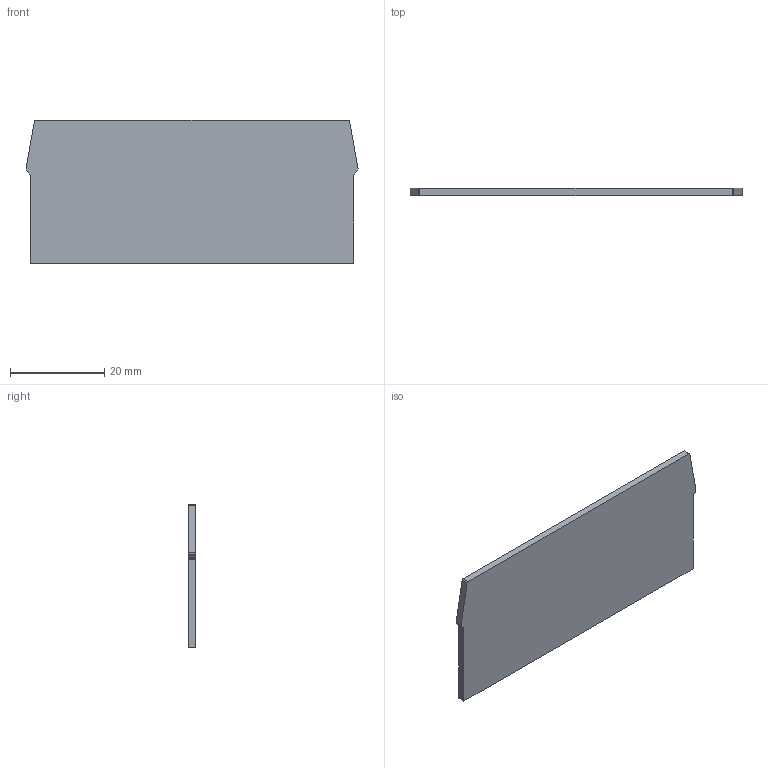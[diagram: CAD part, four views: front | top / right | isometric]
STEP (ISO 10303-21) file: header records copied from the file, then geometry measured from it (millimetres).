
FILE_DESCRIPTION (( 'STEP AP214' ), '1' );
FILE_NAME ('EPCX4_3.STEP', '2024-10-31T13:46:18', ( '' ), ( '' ), 'SwSTEP 2.0', 'SolidWorks 2022', '' );
FILE_SCHEMA (( 'AUTOMOTIVE_DESIGN' ));
Length unit declared in the file: millimetre
Products named in the file (1): EPCX4_3
Bounding box: 70.5 x 1.5 x 30.5 mm (x, y, z)
Volume: 3147.6 mm3; surface area: 4493 mm2
Topology: 1 solids, 1 shells, 18 faces, 52 edges, 36 vertices
Faces by surface type: plane 12, cylinder 6
Entity records: 634 total; most frequent: CARTESIAN_POINT 107, ORIENTED_EDGE 104, DIRECTION 102, EDGE_CURVE 52, VECTOR 40, LINE 40, VERTEX_POINT 36, AXIS2_PLACEMENT_3D 31
